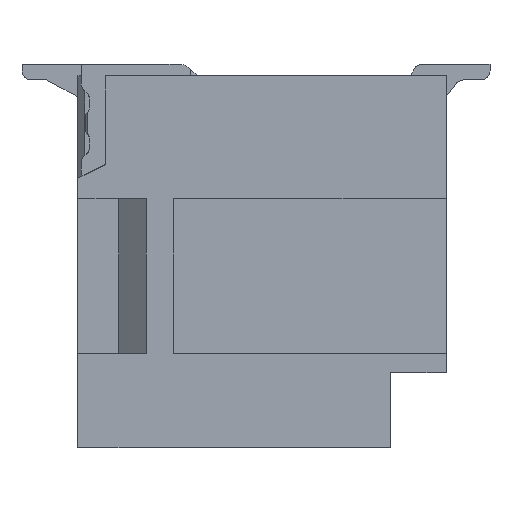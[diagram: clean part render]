
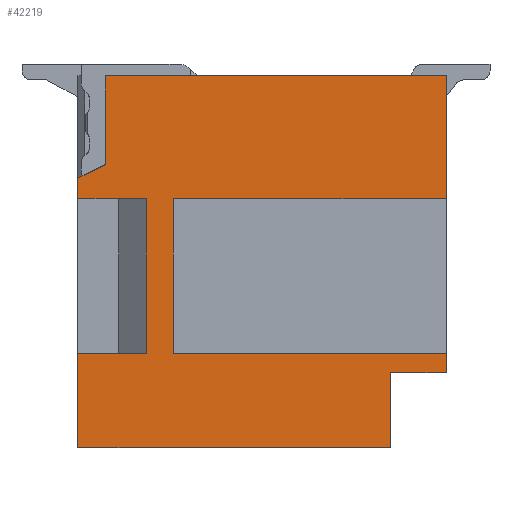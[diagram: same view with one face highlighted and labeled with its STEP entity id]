
A CAD part, front view. The second image highlights one B-rep face of the part: STEP entity #42219.
In plain terms, the highlighted planar face has unit normal (0, -1, 0).
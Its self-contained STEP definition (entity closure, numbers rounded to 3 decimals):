
#182 = CARTESIAN_POINT ( 'NONE',  ( -0.107, -4.5, -1.554 ) ) ;
#321 = CARTESIAN_POINT ( 'NONE',  ( 0.4, -4.5, -1.42 ) ) ;
#1492 = CARTESIAN_POINT ( 'NONE',  ( 5.52, -4.5, -4.07 ) ) ;
#1637 = DIRECTION ( 'NONE',  ( 0., 1., 0. ) ) ;
#2155 = EDGE_CURVE ( 'NONE', #9635, #2344, #34037, .T. ) ;
#2252 = VECTOR ( 'NONE', #46123, 1000. ) ;
#2344 = VERTEX_POINT ( 'NONE', #17084 ) ;
#2382 = VECTOR ( 'NONE', #43823, 1000. ) ;
#3334 = EDGE_CURVE ( 'NONE', #4787, #30783, #5643, .T. ) ;
#4005 = EDGE_CURVE ( 'NONE', #17534, #44779, #42743, .T. ) ;
#4456 = CARTESIAN_POINT ( 'NONE',  ( 1., -4.5, -1.8 ) ) ;
#4577 = VERTEX_POINT ( 'NONE', #29557 ) ;
#4787 = VERTEX_POINT ( 'NONE', #15481 ) ;
#4822 = VECTOR ( 'NONE', #16787, 1000. ) ;
#5211 = LINE ( 'NONE', #32488, #37270 ) ;
#5498 = VECTOR ( 'NONE', #44391, 1000. ) ;
#5516 = LINE ( 'NONE', #40761, #21514 ) ;
#5643 = LINE ( 'NONE', #13315, #4822 ) ;
#6615 = LINE ( 'NONE', #14169, #40780 ) ;
#7044 = VERTEX_POINT ( 'NONE', #19054 ) ;
#7588 = EDGE_CURVE ( 'NONE', #2344, #37444, #23305, .T. ) ;
#8306 = EDGE_CURVE ( 'NONE', #44779, #27293, #41530, .T. ) ;
#8349 = CARTESIAN_POINT ( 'NONE',  ( 1.4, -4.5, -4.07 ) ) ;
#8632 = LINE ( 'NONE', #44833, #9811 ) ;
#9484 = CARTESIAN_POINT ( 'NONE',  ( 5.52, -4.5, -4.35 ) ) ;
#9585 = ORIENTED_EDGE ( 'NONE', *, *, #7588, .F. ) ;
#9629 = VECTOR ( 'NONE', #22061, 1000. ) ;
#9635 = VERTEX_POINT ( 'NONE', #31671 ) ;
#9811 = VECTOR ( 'NONE', #11362, 1000. ) ;
#10601 = DIRECTION ( 'NONE',  ( -1., 0., 0. ) ) ;
#10976 = VERTEX_POINT ( 'NONE', #44906 ) ;
#11362 = DIRECTION ( 'NONE',  ( 0., 0., -1. ) ) ;
#11388 = ORIENTED_EDGE ( 'NONE', *, *, #13989, .F. ) ;
#11682 = CARTESIAN_POINT ( 'NONE',  ( 0., -4.5, -5.57 ) ) ;
#11898 = EDGE_LOOP ( 'NONE', ( #46232, #38173, #15898, #9585, #25403, #38829, #33851, #13294, #23609, #26551, #19417, #11388, #41019, #24023, #18024, #34352 ) ) ;
#12227 = CARTESIAN_POINT ( 'NONE',  ( 0., -4.5, -1.8 ) ) ;
#12229 = CARTESIAN_POINT ( 'NONE',  ( 1., -4.5, -4.07 ) ) ;
#12781 = EDGE_CURVE ( 'NONE', #27293, #19824, #14577, .T. ) ;
#13294 = ORIENTED_EDGE ( 'NONE', *, *, #14980, .F. ) ;
#13315 = CARTESIAN_POINT ( 'NONE',  ( 1.4, -4.5, -1.68 ) ) ;
#13530 = EDGE_CURVE ( 'NONE', #40524, #32979, #36539, .T. ) ;
#13689 = VECTOR ( 'NONE', #16652, 1000. ) ;
#13834 = CARTESIAN_POINT ( 'NONE',  ( 5.4, -4.5, 0.12 ) ) ;
#13989 = EDGE_CURVE ( 'NONE', #19824, #4787, #5211, .T. ) ;
#14114 = CARTESIAN_POINT ( 'NONE',  ( 4.7, -4.5, -5.45 ) ) ;
#14169 = CARTESIAN_POINT ( 'NONE',  ( 1., -4.5, -1.68 ) ) ;
#14577 = LINE ( 'NONE', #13834, #13689 ) ;
#14980 = EDGE_CURVE ( 'NONE', #10976, #42091, #41417, .T. ) ;
#15225 = EDGE_CURVE ( 'NONE', #37444, #40524, #6615, .T. ) ;
#15481 = CARTESIAN_POINT ( 'NONE',  ( 1.4, -4.5, -1.8 ) ) ;
#15898 = ORIENTED_EDGE ( 'NONE', *, *, #15225, .F. ) ;
#16349 = VECTOR ( 'NONE', #33226, 1000. ) ;
#16652 = DIRECTION ( 'NONE',  ( 0., 0., -1. ) ) ;
#16787 = DIRECTION ( 'NONE',  ( 0., 0., -1. ) ) ;
#17084 = CARTESIAN_POINT ( 'NONE',  ( 0., -4.5, -4.07 ) ) ;
#17534 = VERTEX_POINT ( 'NONE', #43747 ) ;
#18024 = ORIENTED_EDGE ( 'NONE', *, *, #4005, .F. ) ;
#18290 = DIRECTION ( 'NONE',  ( 1., 0., 0. ) ) ;
#18744 = DIRECTION ( 'NONE',  ( 1., 0., 0. ) ) ;
#18942 = CARTESIAN_POINT ( 'NONE',  ( 5.52, -4.5, -4.07 ) ) ;
#19054 = CARTESIAN_POINT ( 'NONE',  ( 5.4, -4.5, -4.07 ) ) ;
#19417 = ORIENTED_EDGE ( 'NONE', *, *, #3334, .F. ) ;
#19824 = VERTEX_POINT ( 'NONE', #20638 ) ;
#20638 = CARTESIAN_POINT ( 'NONE',  ( 5.4, -4.5, -1.8 ) ) ;
#20893 = DIRECTION ( 'NONE',  ( -1., 0., 0. ) ) ;
#21426 = CARTESIAN_POINT ( 'NONE',  ( 0., -4.5, -5.57 ) ) ;
#21514 = VECTOR ( 'NONE', #28976, 1000. ) ;
#22061 = DIRECTION ( 'NONE',  ( 0., 0., 1. ) ) ;
#22829 = EDGE_CURVE ( 'NONE', #34127, #9635, #31605, .T. ) ;
#23305 = LINE ( 'NONE', #1492, #5498 ) ;
#23609 = ORIENTED_EDGE ( 'NONE', *, *, #30419, .F. ) ;
#24023 = ORIENTED_EDGE ( 'NONE', *, *, #8306, .F. ) ;
#24472 = VECTOR ( 'NONE', #20893, 1000. ) ;
#24765 = CARTESIAN_POINT ( 'NONE',  ( 5.4, -4.5, 0. ) ) ;
#25192 = VECTOR ( 'NONE', #18744, 1000. ) ;
#25403 = ORIENTED_EDGE ( 'NONE', *, *, #2155, .F. ) ;
#26551 = ORIENTED_EDGE ( 'NONE', *, *, #37651, .F. ) ;
#27293 = VERTEX_POINT ( 'NONE', #24765 ) ;
#27714 = DIRECTION ( 'NONE',  ( 0., 0., 1. ) ) ;
#27951 = LINE ( 'NONE', #18942, #43833 ) ;
#28331 = VECTOR ( 'NONE', #36869, 1000. ) ;
#28976 = DIRECTION ( 'NONE',  ( 0., 0., -1. ) ) ;
#29136 = AXIS2_PLACEMENT_3D ( 'NONE', #47628, #1637, #48613 ) ;
#29209 = LINE ( 'NONE', #182, #28331 ) ;
#29557 = CARTESIAN_POINT ( 'NONE',  ( 0., -4.5, -1.5 ) ) ;
#29687 = EDGE_CURVE ( 'NONE', #42091, #34127, #5516, .T. ) ;
#30419 = EDGE_CURVE ( 'NONE', #7044, #10976, #8632, .T. ) ;
#30783 = VERTEX_POINT ( 'NONE', #8349 ) ;
#31196 = CARTESIAN_POINT ( 'NONE',  ( -0.12, -4.5, 0. ) ) ;
#31222 = EDGE_CURVE ( 'NONE', #4577, #17534, #29209, .T. ) ;
#31605 = LINE ( 'NONE', #14114, #16349 ) ;
#31671 = CARTESIAN_POINT ( 'NONE',  ( 0., -4.5, -5.45 ) ) ;
#32488 = CARTESIAN_POINT ( 'NONE',  ( -0.12, -4.5, -1.8 ) ) ;
#32801 = VECTOR ( 'NONE', #27714, 1000. ) ;
#32979 = VERTEX_POINT ( 'NONE', #12227 ) ;
#33226 = DIRECTION ( 'NONE',  ( -1., 0., 0. ) ) ;
#33427 = FACE_OUTER_BOUND ( 'NONE', #11898, .T. ) ;
#33851 = ORIENTED_EDGE ( 'NONE', *, *, #29687, .F. ) ;
#34037 = LINE ( 'NONE', #11682, #32801 ) ;
#34127 = VERTEX_POINT ( 'NONE', #36577 ) ;
#34352 = ORIENTED_EDGE ( 'NONE', *, *, #31222, .F. ) ;
#35347 = LINE ( 'NONE', #21426, #2382 ) ;
#35892 = EDGE_CURVE ( 'NONE', #32979, #4577, #35347, .T. ) ;
#36539 = LINE ( 'NONE', #45818, #2252 ) ;
#36577 = CARTESIAN_POINT ( 'NONE',  ( 4.58, -4.5, -5.45 ) ) ;
#36869 = DIRECTION ( 'NONE',  ( 0.894, 0., 0.447 ) ) ;
#37270 = VECTOR ( 'NONE', #10601, 1000. ) ;
#37444 = VERTEX_POINT ( 'NONE', #12229 ) ;
#37651 = EDGE_CURVE ( 'NONE', #30783, #7044, #27951, .T. ) ;
#38173 = ORIENTED_EDGE ( 'NONE', *, *, #13530, .F. ) ;
#38829 = ORIENTED_EDGE ( 'NONE', *, *, #22829, .F. ) ;
#40524 = VERTEX_POINT ( 'NONE', #4456 ) ;
#40761 = CARTESIAN_POINT ( 'NONE',  ( 4.58, -4.5, -4.23 ) ) ;
#40780 = VECTOR ( 'NONE', #47602, 1000. ) ;
#41019 = ORIENTED_EDGE ( 'NONE', *, *, #12781, .F. ) ;
#41417 = LINE ( 'NONE', #9484, #24472 ) ;
#41530 = LINE ( 'NONE', #31196, #25192 ) ;
#42091 = VERTEX_POINT ( 'NONE', #46689 ) ;
#42219 = ADVANCED_FACE ( 'NONE', ( #33427 ), #47958, .F. ) ;
#42743 = LINE ( 'NONE', #321, #9629 ) ;
#43747 = CARTESIAN_POINT ( 'NONE',  ( 0.4, -4.5, -1.3 ) ) ;
#43823 = DIRECTION ( 'NONE',  ( 0., 0., 1. ) ) ;
#43833 = VECTOR ( 'NONE', #18290, 1000. ) ;
#44391 = DIRECTION ( 'NONE',  ( 1., 0., 0. ) ) ;
#44779 = VERTEX_POINT ( 'NONE', #49387 ) ;
#44833 = CARTESIAN_POINT ( 'NONE',  ( 5.4, -4.5, 0.12 ) ) ;
#44906 = CARTESIAN_POINT ( 'NONE',  ( 5.4, -4.5, -4.35 ) ) ;
#45818 = CARTESIAN_POINT ( 'NONE',  ( -0.12, -4.5, -1.8 ) ) ;
#46123 = DIRECTION ( 'NONE',  ( -1., 0., 0. ) ) ;
#46232 = ORIENTED_EDGE ( 'NONE', *, *, #35892, .F. ) ;
#46689 = CARTESIAN_POINT ( 'NONE',  ( 4.58, -4.5, -4.35 ) ) ;
#47602 = DIRECTION ( 'NONE',  ( 0., 0., 1. ) ) ;
#47628 = CARTESIAN_POINT ( 'NONE',  ( -0.12, -4.5, 0.12 ) ) ;
#47958 = PLANE ( 'NONE',  #29136 ) ;
#48613 = DIRECTION ( 'NONE',  ( 1., 0., 0. ) ) ;
#49387 = CARTESIAN_POINT ( 'NONE',  ( 0.4, -4.5, 0. ) ) ;
